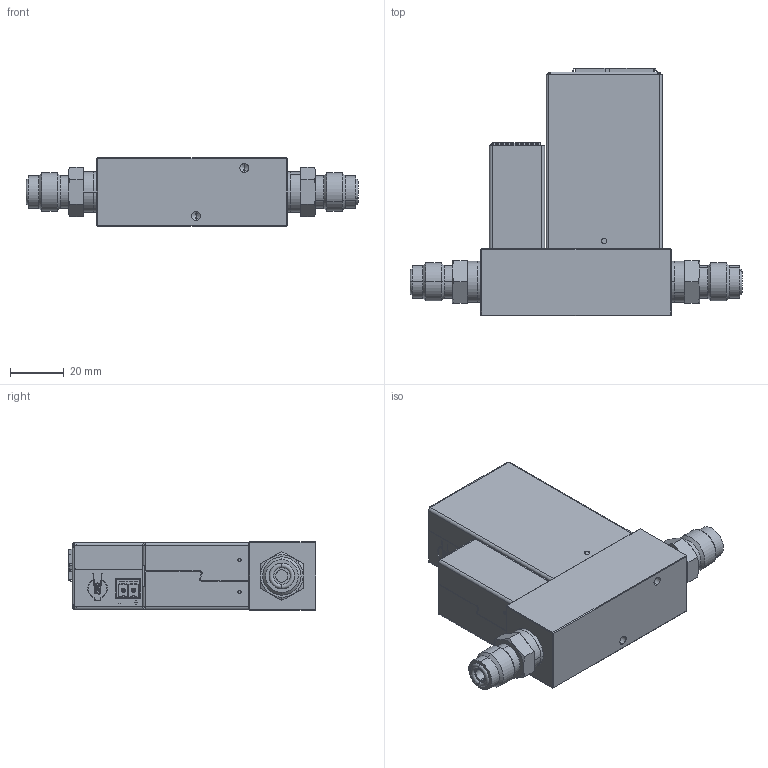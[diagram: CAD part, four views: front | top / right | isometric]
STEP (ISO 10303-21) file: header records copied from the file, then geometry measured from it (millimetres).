
FILE_DESCRIPTION (( 'STEP AP214' ), '1' );
FILE_NAME ('MF1-Controller-long-4VCR-PROFINET[MF1LgggrrrRFs0].STEP', '2013-02-04T08:49:12', ( '' ), ( '' ), 'SwSTEP 2.0', 'SolidWorks 2011', '' );
FILE_SCHEMA (( 'AUTOMOTIVE_DESIGN' ));
Length unit declared in the file: millimetre
Products named in the file (1): MF1-Controller-long-4VCR-PROFINET[MF1LgggrrrRFs0]
Bounding box: 123.91 x 92.48 x 25.4 mm (x, y, z)
Volume: 124242.5 mm3; surface area: 36541.1 mm2
Topology: 5 solids, 11 shells, 1929 faces, 5997 edges, 4219 vertices
Faces by surface type: plane 1474, cylinder 379, cone 56, bspline 16, torus 4
Entity records: 94039 total; most frequent: CARTESIAN_POINT 19007, ORIENTED_EDGE 11954, DIRECTION 10052, EDGE_CURVE 5977, LINE 4588, VECTOR 4588, VERTEX_POINT 4219, AXIS2_PLACEMENT_3D 2732
